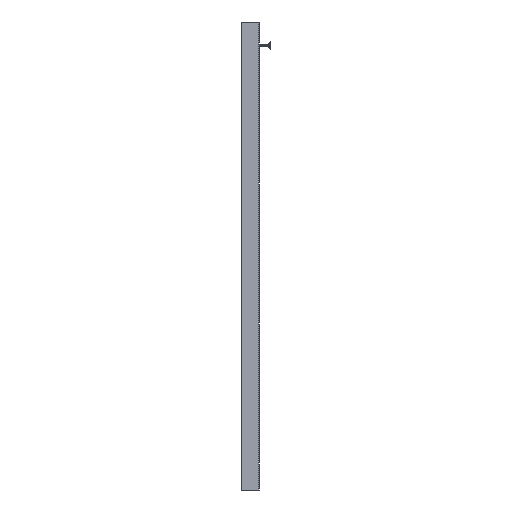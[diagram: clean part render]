
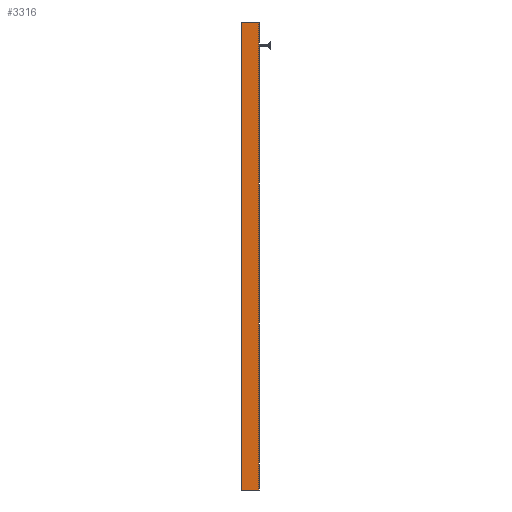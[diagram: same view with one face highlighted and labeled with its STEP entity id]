
A CAD part, left-side view. The second image highlights one B-rep face of the part: STEP entity #3316.
In plain terms, the highlighted planar face has unit normal (-1, 0, 0).
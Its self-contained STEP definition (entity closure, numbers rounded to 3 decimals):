
#1231=DIRECTION('',(0.,0.,1.));
#1232=VECTOR('',#1231,2000.);
#1233=CARTESIAN_POINT('',(-150.,3.,-1000.));
#1234=LINE('',#1233,#1232);
#1245=DIRECTION('',(0.,-0.707,0.707));
#1246=VECTOR('',#1245,2.828);
#1247=CARTESIAN_POINT('',(-150.,78.,998.));
#1248=LINE('',#1247,#1246);
#1252=DIRECTION('',(0.,-1.,0.));
#1253=VECTOR('',#1252,73.);
#1254=CARTESIAN_POINT('',(-150.,76.,1000.));
#1255=LINE('',#1254,#1253);
#1259=DIRECTION('',(0.,0.707,0.707));
#1260=VECTOR('',#1259,2.828);
#1261=CARTESIAN_POINT('',(-150.,76.,-1000.));
#1262=LINE('',#1261,#1260);
#1273=DIRECTION('',(0.,0.,-1.));
#1274=VECTOR('',#1273,1996.);
#1275=CARTESIAN_POINT('',(-150.,78.,998.));
#1276=LINE('',#1275,#1274);
#1294=DIRECTION('',(0.,-1.,0.));
#1295=VECTOR('',#1294,73.);
#1296=CARTESIAN_POINT('',(-150.,76.,-1000.));
#1297=LINE('',#1296,#1295);
#2643=CARTESIAN_POINT('',(-150.,3.,-1000.));
#2644=VERTEX_POINT('',#2643);
#2647=CARTESIAN_POINT('',(-150.,3.,1000.));
#2648=VERTEX_POINT('',#2647);
#2649=CARTESIAN_POINT('',(-150.,78.,998.));
#2650=CARTESIAN_POINT('',(-150.,76.,1000.));
#2651=VERTEX_POINT('',#2649);
#2652=VERTEX_POINT('',#2650);
#2653=CARTESIAN_POINT('',(-150.,76.,-1000.));
#2654=VERTEX_POINT('',#2653);
#2655=CARTESIAN_POINT('',(-150.,78.,-998.));
#2656=VERTEX_POINT('',#2655);
#3298=CARTESIAN_POINT('',(-150.,3.,-1000.));
#3299=DIRECTION('',(1.,0.,0.));
#3300=DIRECTION('',(0.,1.,0.));
#3301=AXIS2_PLACEMENT_3D('',#3298,#3299,#3300);
#3302=PLANE('',#3301);
#3304=ORIENTED_EDGE('',*,*,#3303,.T.);
#3306=ORIENTED_EDGE('',*,*,#3305,.T.);
#3307=ORIENTED_EDGE('',*,*,#3290,.F.);
#3309=ORIENTED_EDGE('',*,*,#3308,.F.);
#3311=ORIENTED_EDGE('',*,*,#3310,.T.);
#3313=ORIENTED_EDGE('',*,*,#3312,.F.);
#3314=EDGE_LOOP('',(#3304,#3306,#3307,#3309,#3311,#3313));
#3315=FACE_OUTER_BOUND('',#3314,.F.);
#3290=EDGE_CURVE('',#2644,#2648,#1234,.T.);
#3303=EDGE_CURVE('',#2651,#2652,#1248,.T.);
#3305=EDGE_CURVE('',#2652,#2648,#1255,.T.);
#3308=EDGE_CURVE('',#2654,#2644,#1297,.T.);
#3310=EDGE_CURVE('',#2654,#2656,#1262,.T.);
#3312=EDGE_CURVE('',#2651,#2656,#1276,.T.);
#3316=ADVANCED_FACE('',(#3315),#3302,.F.);
